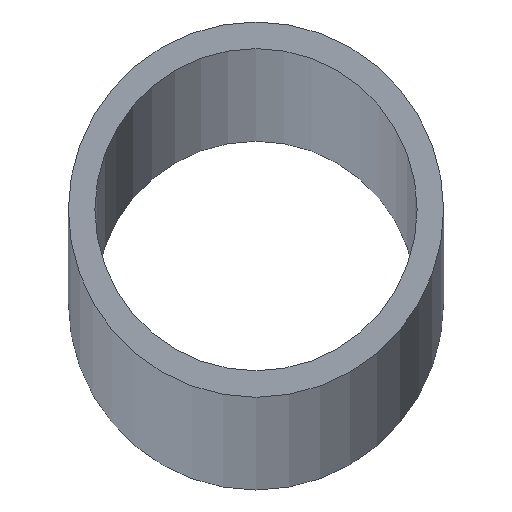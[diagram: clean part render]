
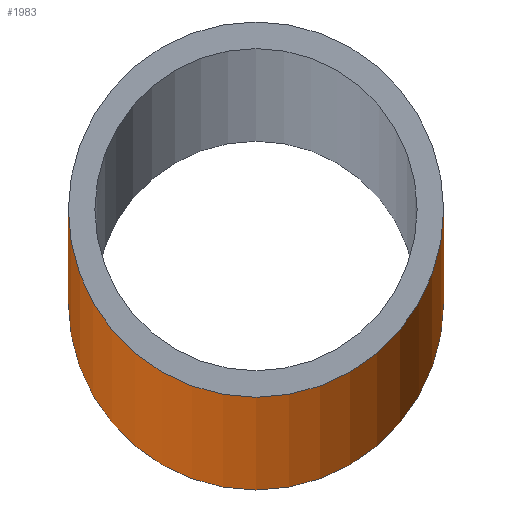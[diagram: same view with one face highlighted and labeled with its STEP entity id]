
A CAD part, top view. The second image highlights one B-rep face of the part: STEP entity #1983.
In plain terms, the highlighted cylindrical face has radius 21.2 mm (diameter 42.4 mm), a full revolution.
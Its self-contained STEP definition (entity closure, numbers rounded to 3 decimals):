
#1983 = ADVANCED_FACE ( 'NONE', ( #9915, #8199 ), #11963, .T. ) ;
#3863 = ORIENTED_EDGE ( 'NONE', *, *, #12982, .F. ) ;
#4437 = VERTEX_POINT ( 'NONE', #13505 ) ;
#4442 = DIRECTION ( 'NONE',  ( 1., 0., 0. ) ) ;
#5941 = CARTESIAN_POINT ( 'NONE',  ( 0., 0., 3000. ) ) ;
#7162 = DIRECTION ( 'NONE',  ( 0., 0., -1. ) ) ;
#7400 = VERTEX_POINT ( 'NONE', #14281 ) ;
#7750 = DIRECTION ( 'NONE',  ( 1., 0., 0. ) ) ;
#7851 = DIRECTION ( 'NONE',  ( 0., 0., 1. ) ) ;
#7896 = AXIS2_PLACEMENT_3D ( 'NONE', #12056, #13178, #4442 ) ;
#8125 = CIRCLE ( 'NONE', #8718, 21.2 ) ;
#8199 = FACE_OUTER_BOUND ( 'NONE', #8221, .T. ) ;
#8221 = EDGE_LOOP ( 'NONE', ( #8893 ) ) ;
#8637 = CIRCLE ( 'NONE', #7896, 21.2 ) ;
#8718 = AXIS2_PLACEMENT_3D ( 'NONE', #11079, #7851, #7750 ) ;
#8893 = ORIENTED_EDGE ( 'NONE', *, *, #11858, .T. ) ;
#9915 = FACE_OUTER_BOUND ( 'NONE', #13122, .T. ) ;
#11061 = AXIS2_PLACEMENT_3D ( 'NONE', #5941, #7162, #11498 ) ;
#11079 = CARTESIAN_POINT ( 'NONE',  ( 0., 0., -3000. ) ) ;
#11498 = DIRECTION ( 'NONE',  ( -1., 0., 0. ) ) ;
#11858 = EDGE_CURVE ( 'NONE', #4437, #4437, #8125, .T. ) ;
#11963 = CYLINDRICAL_SURFACE ( 'NONE', #11061, 21.2 ) ;
#12056 = CARTESIAN_POINT ( 'NONE',  ( 0., 0., 3000. ) ) ;
#12982 = EDGE_CURVE ( 'NONE', #7400, #7400, #8637, .T. ) ;
#13122 = EDGE_LOOP ( 'NONE', ( #3863 ) ) ;
#13178 = DIRECTION ( 'NONE',  ( 0., 0., 1. ) ) ;
#13505 = CARTESIAN_POINT ( 'NONE',  ( 21.2, 0., -3000. ) ) ;
#14281 = CARTESIAN_POINT ( 'NONE',  ( 21.2, 0., 3000. ) ) ;
